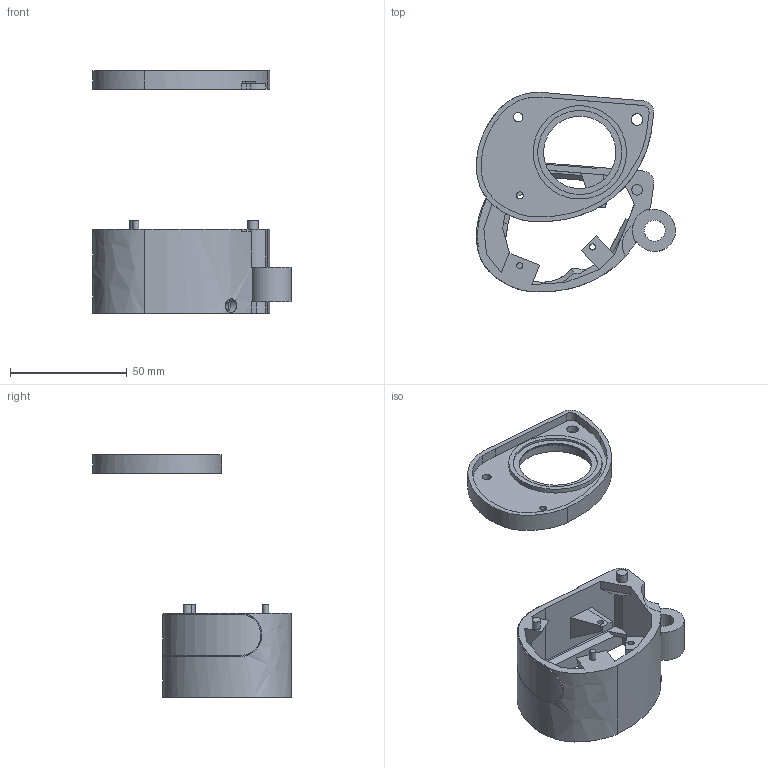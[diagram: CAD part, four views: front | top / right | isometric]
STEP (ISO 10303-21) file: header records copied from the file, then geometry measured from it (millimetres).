
FILE_DESCRIPTION(/* description */ ('STEP AP203'),/* implementation_level */ '2;1');
FILE_NAME(/* name */ 'eye-front-right v11.step',/* time_stamp */ '2025-06-13T17:17:33-07:00',/* author */ (''),/* organization */ (''),/* preprocessor_version */ 'ST-DEVELOPER v20.1',/* originating_system */ 'Autodesk Translation Framework v14.10.0.0',/* authorisation */ '');
FILE_SCHEMA (('AUTOMOTIVE_DESIGN { 1 0 10303 214 3 1 1 }'));
Length unit declared in the file: millimetre
Products named in the file (1): eye-front-right
Bounding box: 85.32 x 85.23 x 104 mm (x, y, z)
Volume: 47100.5 mm3; surface area: 28595.8 mm2
Topology: 2 solids, 2 shells, 162 faces, 421 edges, 271 vertices
Faces by surface type: plane 111, cylinder 33, bspline 17, cone 1
Full cylindrical faces by diameter (mm): 2.6 x3, 3 x1, 3.4 x1, 3.6 x1, 4 x1, 4.6 x1, 5 x1, 5.8 x1, 9 x1, 31 x1, 33 x1, 35.37 x1, 36 x1, 40 x1
Entity records: 6364 total; most frequent: CARTESIAN_POINT 2412, ORIENTED_EDGE 842, DIRECTION 744, EDGE_CURVE 421, LINE 304, VECTOR 304, VERTEX_POINT 271, AXIS2_PLACEMENT_3D 220
